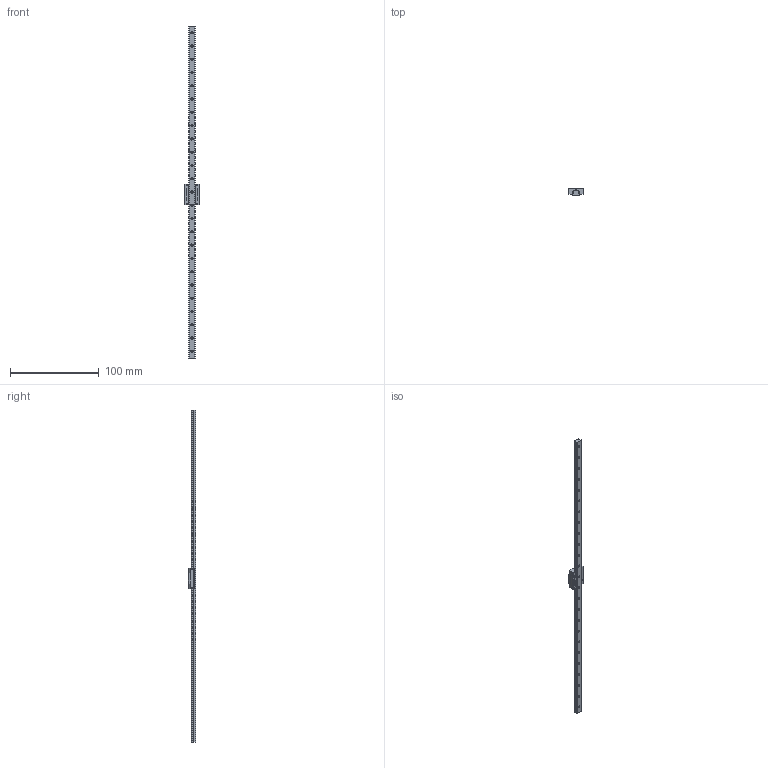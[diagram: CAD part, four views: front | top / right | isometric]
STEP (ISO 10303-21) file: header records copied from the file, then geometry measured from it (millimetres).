
FILE_DESCRIPTION (( 'STEP AP214' ), '1' );
FILE_NAME ('Linear-Guide-PU070375ARK1PNT-7,5-7,5-NSK.step', '2023-02-14T07:09:58', ( '' ), ( '' ), 'SwSTEP 2.0', 'SolidWorks 2010', '' );
FILE_SCHEMA (( 'AUTOMOTIVE_DESIGN' ));
Length unit declared in the file: millimetre
Products named in the file (6): Rail-P1U070375KNPCT-7,5-7,5-NSK_Rail-P1U070375KNPCT-7,5-7,5-NSK; Slider-PAU07ARS-NSK_Slider-PAU07ARS-NSK; End-Cap-PAU07ARS-NSK_End-Cap-PAU07ARS-NSK; End-Seal-PAU07ARS-NSK_End-Seal-PAU07ARS-NSK; Linear-Guide-PU070375ARK1PNT-7,5-7,5-NSK
Assembly tree (6 placements, depth 3):
  Linear-Guide-PU070375ARK1PNT-7,5-7,5-NSK
    Rail-P1U070375KNPCT-7,5-7,5-NSK_Rail-P1U070375KNPCT-7,5-7,5-NSK
    Slider-PAU07ARS-NSK_Slider-PAU07ARS-NSK
      End-Cap-PAU07ARS-NSK_End-Cap-PAU07ARS-NSK
      End-Seal-PAU07ARS-NSK_End-Seal-PAU07ARS-NSK  x2
      Slider-PAU07ARS-NSK_Slider-PAU07ARS-NSK
Bounding box: 17 x 8 x 375 mm (x, y, z)
Volume: 12479.5 mm3; surface area: 12916.8 mm2
Topology: 6 solids, 6 shells, 347 faces, 913 edges, 597 vertices
Faces by surface type: plane 165, cylinder 124, cone 58
Full cylindrical faces by diameter (mm): 1.5 x4, 2 x4, 2.4 x25, 4.2 x25
Entity records: 9182 total; most frequent: DIRECTION 1604, CARTESIAN_POINT 1506, ORIENTED_EDGE 1352, EDGE_CURVE 676, AXIS2_PLACEMENT_3D 604, EDGE_LOOP 510, VERTEX_POINT 506, VECTOR 396
